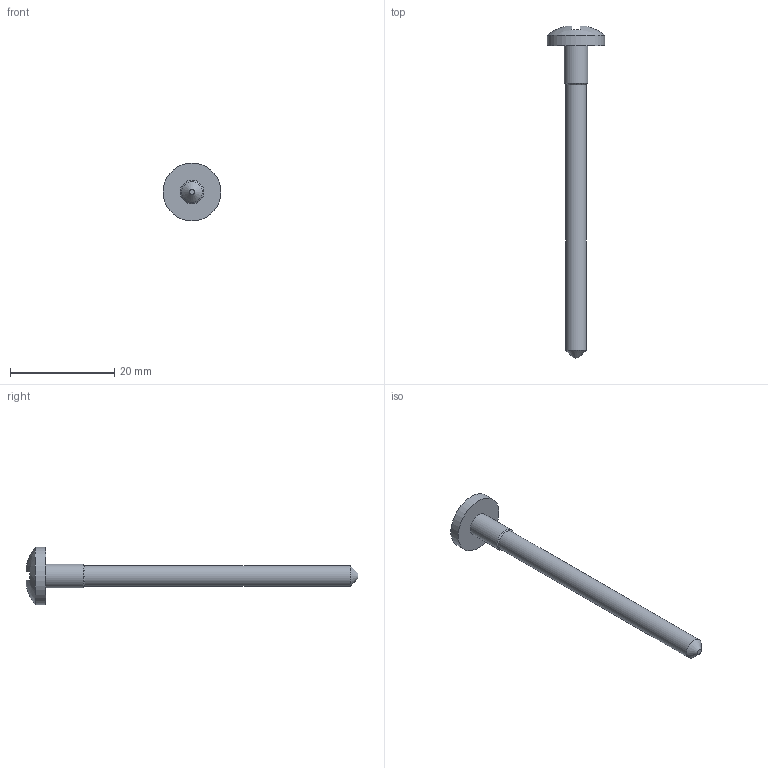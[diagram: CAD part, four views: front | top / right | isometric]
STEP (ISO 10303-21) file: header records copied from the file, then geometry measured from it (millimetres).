
FILE_DESCRIPTION (( 'STEP AP203' ), '1' );
FILE_NAME ('58359-240-60.step', '2020-01-21T14:24:51', ( '' ), ( '' ), 'SwSTEP 2.0', 'SolidWorks 2015', '' );
FILE_SCHEMA (( 'CONFIG_CONTROL_DESIGN' ));
Length unit declared in the file: millimetre
Products named in the file (2): 58359-240-60
Bounding box: 11.1 x 63.78 x 11.1 mm (x, y, z)
Volume: 999.3 mm3; surface area: 1078.4 mm2
Topology: 1 solids, 21 shells, 318 faces, 787 edges, 525 vertices
Faces by surface type: bspline 137, plane 120, cone 57, cylinder 3, sphere 1
Full cylindrical faces by diameter (mm): 4 x1, 4.5 x1, 11.1 x1
Entity records: 16691 total; most frequent: CARTESIAN_POINT 10463, ORIENTED_EDGE 1560, EDGE_CURVE 780, DIRECTION 677, VERTEX_POINT 521, B_SPLINE_CURVE_WITH_KNOTS 462, EDGE_LOOP 335, FACE_OUTER_BOUND 302
